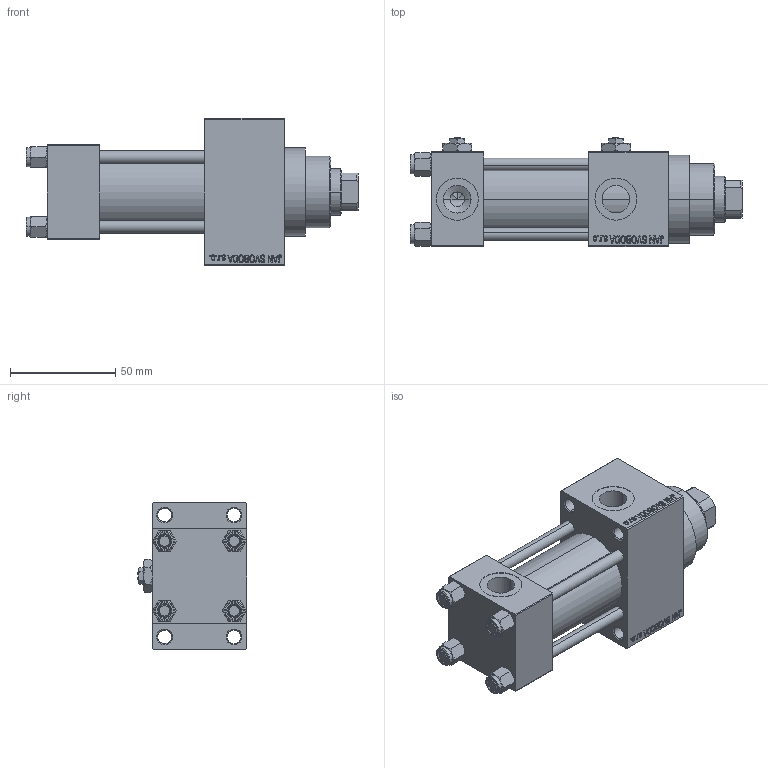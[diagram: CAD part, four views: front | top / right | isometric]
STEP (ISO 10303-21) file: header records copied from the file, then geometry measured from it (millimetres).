
FILE_DESCRIPTION (( 'STEP AP203' ), '1' );
FILE_NAME ('bc17.STEP', '2022-04-15T07:41:03', ( '' ), ( '' ), 'SwSTEP 2.0', 'SolidWorks 2019', '' );
FILE_SCHEMA (( 'CONFIG_CONTROL_DESIGN' ));
Length unit declared in the file: millimetre
Products named in the file (7): bc17; NUT_M5_D 4623f6a4a896bb93c8a501f4bb1b1590; V215CR_D_Body 4623f6a4a896bb93c8a501f4bb1b1590; V215CR_D_TYCINKA 4623f6a4a896bb93c8a501f4bb1b1590; V215CR_VCP_D 4623f6a4a896bb93c8a501f4bb1b1590; V215_VC_A 4623f6a4a896bb93c8a501f4bb1b1590; Zatka_pro_OIL_PORT 4623f6a4a896bb93c8a501f4bb1b1590
Assembly tree (13 placements, depth 2):
  bc17
    V215CR_D_Body 4623f6a4a896bb93c8a501f4bb1b1590
    V215CR_VCP_D 4623f6a4a896bb93c8a501f4bb1b1590
    NUT_M5_D 4623f6a4a896bb93c8a501f4bb1b1590  x4
    V215CR_D_TYCINKA 4623f6a4a896bb93c8a501f4bb1b1590  x4
    V215_VC_A 4623f6a4a896bb93c8a501f4bb1b1590
    Zatka_pro_OIL_PORT 4623f6a4a896bb93c8a501f4bb1b1590  x2
Bounding box: 158 x 52 x 70 mm (x, y, z)
Volume: 241624.7 mm3; surface area: 81623.9 mm2
Topology: 13 solids, 13 shells, 1203 faces, 2977 edges, 1916 vertices
Faces by surface type: plane 542, bspline 368, cone 186, cylinder 99, torus 8
Entity records: 49174 total; most frequent: CARTESIAN_POINT 25669, ORIENTED_EDGE 5254, DIRECTION 3435, EDGE_CURVE 2627, VERTEX_POINT 1714, VECTOR 1551, LINE 1551, EDGE_LOOP 1179
